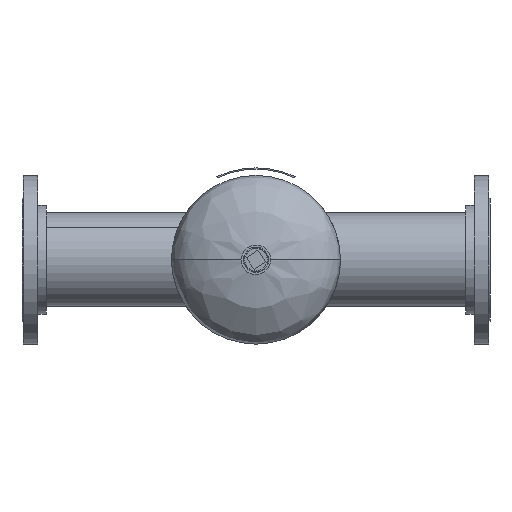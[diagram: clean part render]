
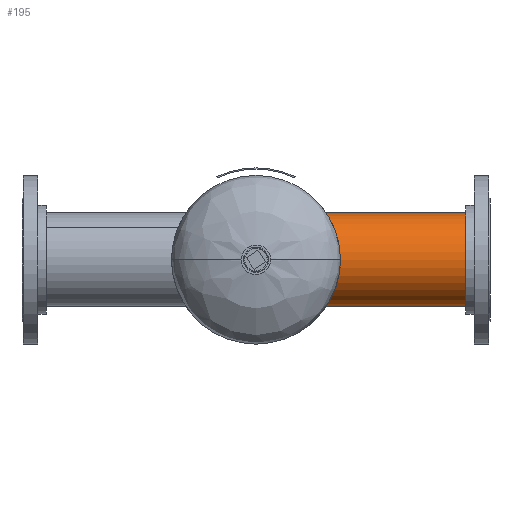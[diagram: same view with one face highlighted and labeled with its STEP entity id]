
A CAD part, front view. The second image highlights one B-rep face of the part: STEP entity #195.
In plain terms, the highlighted cylindrical face has radius 70.644 mm (diameter 141.287 mm), a partial arc.
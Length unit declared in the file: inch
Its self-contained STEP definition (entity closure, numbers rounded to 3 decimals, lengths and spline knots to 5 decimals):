
#195 = ADVANCED_FACE ( 'NONE', ( #3187 ), #5320, .T. ) ;
#393 = CIRCLE ( 'NONE', #5443, 2.78125 ) ;
#479 = CARTESIAN_POINT ( 'NONE',  ( 0., 0., 0. ) ) ;
#550 = CARTESIAN_POINT ( 'NONE',  ( 0., 9.5, -2.78125 ) ) ;
#711 = EDGE_CURVE ( 'NONE', #4901, #6657, #3207, .T. ) ;
#892 = CARTESIAN_POINT ( 'NONE',  ( 0., 9.5, -2.78125 ) ) ;
#1243 = DIRECTION ( 'NONE',  ( 0., 1., 0. ) ) ;
#1276 = DIRECTION ( 'NONE',  ( 0., 0., 1. ) ) ;
#1672 = LINE ( 'NONE', #550, #5333 ) ;
#1825 = EDGE_CURVE ( 'NONE', #5232, #2052, #393, .T. ) ;
#2052 = VERTEX_POINT ( 'NONE', #3258 ) ;
#2072 = EDGE_CURVE ( 'NONE', #6657, #2052, #1672, .T. ) ;
#2141 = ORIENTED_EDGE ( 'NONE', *, *, #3840, .T. ) ;
#2418 = LINE ( 'NONE', #5117, #4227 ) ;
#2453 = CARTESIAN_POINT ( 'NONE',  ( 0., 0., 2.78125 ) ) ;
#2458 = DIRECTION ( 'NONE',  ( 0., -1., 0. ) ) ;
#2494 = ORIENTED_EDGE ( 'NONE', *, *, #1825, .T. ) ;
#2646 = AXIS2_PLACEMENT_3D ( 'NONE', #6369, #4197, #6464 ) ;
#3187 = FACE_OUTER_BOUND ( 'NONE', #5561, .T. ) ;
#3207 = CIRCLE ( 'NONE', #4085, 2.78125 ) ;
#3258 = CARTESIAN_POINT ( 'NONE',  ( 0., 0., -2.78125 ) ) ;
#3318 = DIRECTION ( 'NONE',  ( 0., -1., 0. ) ) ;
#3465 = CARTESIAN_POINT ( 'NONE',  ( 0., 9.5, 2.78125 ) ) ;
#3840 = EDGE_CURVE ( 'NONE', #4901, #5232, #2418, .T. ) ;
#4010 = CARTESIAN_POINT ( 'NONE',  ( 0., 9.5, 0. ) ) ;
#4085 = AXIS2_PLACEMENT_3D ( 'NONE', #4010, #1243, #1276 ) ;
#4197 = DIRECTION ( 'NONE',  ( 0., -1., 0. ) ) ;
#4227 = VECTOR ( 'NONE', #2458, 39.37008 ) ;
#4901 = VERTEX_POINT ( 'NONE', #3465 ) ;
#5117 = CARTESIAN_POINT ( 'NONE',  ( 0., 9.5, 2.78125 ) ) ;
#5218 = DIRECTION ( 'NONE',  ( 0., 0., 1. ) ) ;
#5223 = ORIENTED_EDGE ( 'NONE', *, *, #711, .F. ) ;
#5232 = VERTEX_POINT ( 'NONE', #2453 ) ;
#5320 = CYLINDRICAL_SURFACE ( 'NONE', #2646, 2.78125 ) ;
#5333 = VECTOR ( 'NONE', #3318, 39.37008 ) ;
#5443 = AXIS2_PLACEMENT_3D ( 'NONE', #479, #5858, #5218 ) ;
#5561 = EDGE_LOOP ( 'NONE', ( #5223, #2141, #2494, #6268 ) ) ;
#5858 = DIRECTION ( 'NONE',  ( 0., 1., 0. ) ) ;
#6268 = ORIENTED_EDGE ( 'NONE', *, *, #2072, .F. ) ;
#6369 = CARTESIAN_POINT ( 'NONE',  ( 0., 9.5, 0. ) ) ;
#6464 = DIRECTION ( 'NONE',  ( 0., 0., -1. ) ) ;
#6657 = VERTEX_POINT ( 'NONE', #892 ) ;
